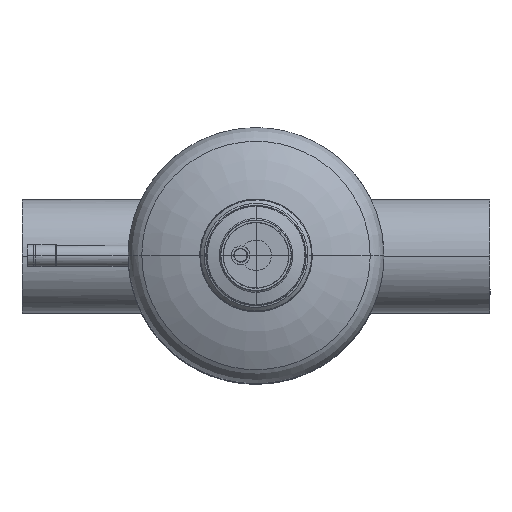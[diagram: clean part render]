
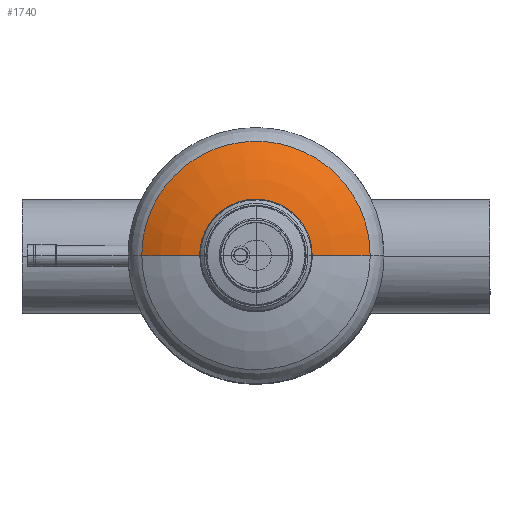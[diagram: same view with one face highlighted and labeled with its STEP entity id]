
A CAD part, top view. The second image highlights one B-rep face of the part: STEP entity #1740.
In plain terms, the highlighted toroidal (fillet/blend) face has major radius 26.433 mm and minor radius 122.936 mm.
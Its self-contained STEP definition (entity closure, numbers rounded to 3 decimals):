
#1590=CARTESIAN_POINT('Vertex',(-89.288,0.,320.979)) ;
#1592=CARTESIAN_POINT('Vertex',(89.288,0.,320.979)) ;
#1624=CARTESIAN_POINT('Control Point',(89.288,0.,320.979)) ;
#1625=CARTESIAN_POINT('Control Point',(89.321,6.249,320.959)) ;
#1626=CARTESIAN_POINT('Control Point',(88.776,12.483,320.957)) ;
#1627=CARTESIAN_POINT('Control Point',(87.678,18.649,320.964)) ;
#1628=CARTESIAN_POINT('Control Point',(84.41,30.721,320.982)) ;
#1629=CARTESIAN_POINT('Control Point',(79.115,42.062,320.987)) ;
#1630=CARTESIAN_POINT('Control Point',(75.986,47.489,320.984)) ;
#1631=CARTESIAN_POINT('Control Point',(71.155,54.402,320.978)) ;
#1632=CARTESIAN_POINT('Control Point',(65.56,60.674,320.978)) ;
#1633=CARTESIAN_POINT('Control Point',(64.067,62.249,320.978)) ;
#1634=CARTESIAN_POINT('Control Point',(58.109,68.158,320.98)) ;
#1635=CARTESIAN_POINT('Control Point',(51.481,73.35,320.979)) ;
#1636=CARTESIAN_POINT('Control Point',(46.243,76.763,320.977)) ;
#1637=CARTESIAN_POINT('Control Point',(35.205,82.639,320.982)) ;
#1638=CARTESIAN_POINT('Control Point',(23.319,86.527,320.98)) ;
#1639=CARTESIAN_POINT('Control Point',(17.21,87.95,320.977)) ;
#1640=CARTESIAN_POINT('Control Point',(4.819,89.698,320.981)) ;
#1641=CARTESIAN_POINT('Control Point',(-7.689,89.283,320.979)) ;
#1642=CARTESIAN_POINT('Control Point',(-13.903,88.532,320.977)) ;
#1643=CARTESIAN_POINT('Control Point',(-26.15,85.937,320.982)) ;
#1644=CARTESIAN_POINT('Control Point',(-37.767,81.267,320.98)) ;
#1645=CARTESIAN_POINT('Control Point',(-43.367,78.427,320.977)) ;
#1646=CARTESIAN_POINT('Control Point',(-53.979,71.801,320.981)) ;
#1647=CARTESIAN_POINT('Control Point',(-63.289,63.445,320.978)) ;
#1648=CARTESIAN_POINT('Control Point',(-67.558,58.883,320.976)) ;
#1649=CARTESIAN_POINT('Control Point',(-73.921,50.74,320.984)) ;
#1650=CARTESIAN_POINT('Control Point',(-79.051,41.789,320.985)) ;
#1651=CARTESIAN_POINT('Control Point',(-80.881,38.129,320.984)) ;
#1652=CARTESIAN_POINT('Control Point',(-84.973,28.639,320.979)) ;
#1653=CARTESIAN_POINT('Control Point',(-87.677,18.647,320.965)) ;
#1654=CARTESIAN_POINT('Control Point',(-88.777,12.486,320.957)) ;
#1655=CARTESIAN_POINT('Control Point',(-89.321,6.249,320.959)) ;
#1656=CARTESIAN_POINT('Control Point',(-89.288,0.,320.979)) ;
#1686=CARTESIAN_POINT('Vertex',(-44.,0.,337.)) ;
#1688=CARTESIAN_POINT('Vertex',(44.,0.,337.)) ;
#1692=CARTESIAN_POINT('Control Point',(-89.288,0.,320.979)) ;
#1693=CARTESIAN_POINT('Control Point',(-78.9,0.,327.159)) ;
#1694=CARTESIAN_POINT('Control Point',(-67.701,0.,331.977)) ;
#1695=CARTESIAN_POINT('Control Point',(-55.963,0.,335.273)) ;
#1696=CARTESIAN_POINT('Control Point',(-44.,0.,337.)) ;
#1699=CARTESIAN_POINT('Control Point',(44.,0.,337.)) ;
#1700=CARTESIAN_POINT('Control Point',(55.963,0.,335.273)) ;
#1701=CARTESIAN_POINT('Control Point',(67.701,0.,331.977)) ;
#1702=CARTESIAN_POINT('Control Point',(78.9,0.,327.159)) ;
#1703=CARTESIAN_POINT('Control Point',(89.288,0.,320.979)) ;
#1712=CARTESIAN_POINT('Axis2P3D Location',(0.,0.,215.325)) ;
#1718=CARTESIAN_POINT('Control Point',(44.,0.,337.)) ;
#1719=CARTESIAN_POINT('Control Point',(44.,6.912,337.)) ;
#1720=CARTESIAN_POINT('Control Point',(42.643,13.823,337.)) ;
#1721=CARTESIAN_POINT('Control Point',(39.927,20.379,337.)) ;
#1722=CARTESIAN_POINT('Control Point',(32.072,32.072,337.)) ;
#1723=CARTESIAN_POINT('Control Point',(20.379,39.927,337.)) ;
#1724=CARTESIAN_POINT('Control Point',(13.823,42.643,337.)) ;
#1725=CARTESIAN_POINT('Control Point',(0.,45.357,337.)) ;
#1726=CARTESIAN_POINT('Control Point',(-13.823,42.643,337.)) ;
#1727=CARTESIAN_POINT('Control Point',(-20.379,39.927,337.)) ;
#1728=CARTESIAN_POINT('Control Point',(-32.072,32.072,337.)) ;
#1729=CARTESIAN_POINT('Control Point',(-39.927,20.379,337.)) ;
#1730=CARTESIAN_POINT('Control Point',(-42.643,13.823,337.)) ;
#1731=CARTESIAN_POINT('Control Point',(-44.,6.912,337.)) ;
#1732=CARTESIAN_POINT('Control Point',(-44.,0.,337.)) ;
#1713=DIRECTION('Axis2P3D Direction',(0.,0.,-1.)) ;
#1714=DIRECTION('Axis2P3D XDirection',(-1.,0.,0.)) ;
#1715=AXIS2_PLACEMENT_3D('Torus Axis2P3D',#1712,#1713,#1714) ;
#1657=EDGE_CURVE('',#1593,#1591,#1623,.T.) ;
#1697=EDGE_CURVE('',#1591,#1687,#1691,.T.) ;
#1704=EDGE_CURVE('',#1689,#1593,#1698,.T.) ;
#1733=EDGE_CURVE('',#1689,#1687,#1717,.T.) ;
#1735=ORIENTED_EDGE('',*,*,#1733,.F.) ;
#1736=ORIENTED_EDGE('',*,*,#1704,.T.) ;
#1737=ORIENTED_EDGE('',*,*,#1657,.T.) ;
#1738=ORIENTED_EDGE('',*,*,#1697,.T.) ;
#1734=EDGE_LOOP('',(#1735,#1736,#1737,#1738)) ;
#1591=VERTEX_POINT('',#1590) ;
#1593=VERTEX_POINT('',#1592) ;
#1687=VERTEX_POINT('',#1686) ;
#1689=VERTEX_POINT('',#1688) ;
#1740=ADVANCED_FACE('Solid3',(#1739),#1716,.T.) ;
#1623=B_SPLINE_CURVE_WITH_KNOTS('',5,(#1624,#1625,#1626,#1627,#1628,#1629,#1630,#1631,#1632,#1633,#1634,#1635,#1636,#1637,#1638,#1639,#1640,#1641,#1642,#1643,#1644,#1645,#1646,#1647,#1648,#1649,#1650,#1651,#1652,#1653,#1654,#1655,#1656),.UNSPECIFIED.,.F.,.U.,(6,3,3,3,3,3,3,3,3,3,6),(0.,0.111,0.222,0.261,0.372,0.483,0.594,0.705,0.816,0.889,1.),.UNSPECIFIED.) ;
#1691=B_SPLINE_CURVE_WITH_KNOTS('',4,(#1692,#1693,#1694,#1695,#1696),.UNSPECIFIED.,.F.,.U.,(5,5),(-0.393,0.),.UNSPECIFIED.) ;
#1698=B_SPLINE_CURVE_WITH_KNOTS('',4,(#1699,#1700,#1701,#1702,#1703),.UNSPECIFIED.,.F.,.U.,(5,5),(-0.393,0.),.UNSPECIFIED.) ;
#1717=B_SPLINE_CURVE_WITH_KNOTS('',5,(#1718,#1719,#1720,#1721,#1722,#1723,#1724,#1725,#1726,#1727,#1728,#1729,#1730,#1731,#1732),.UNSPECIFIED.,.F.,.U.,(6,3,3,3,6),(-3.142,-2.356,-1.571,-0.785,0.),.UNSPECIFIED.) ;
#1716=DEGENERATE_TOROIDAL_SURFACE('homeo Torus',#1715,26.433,122.936,.T.) ;
#1739=FACE_OUTER_BOUND('',#1734,.T.) ;
